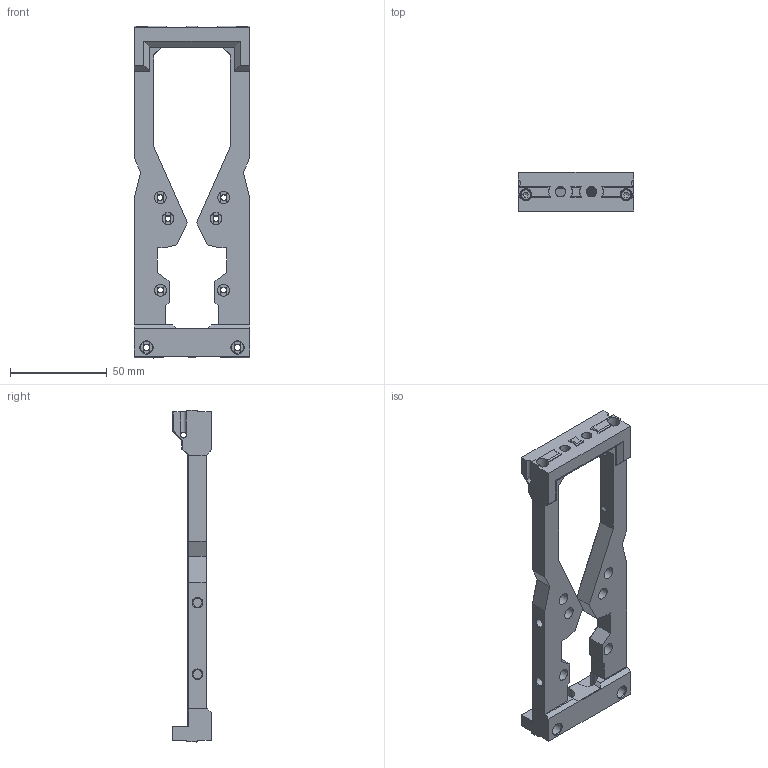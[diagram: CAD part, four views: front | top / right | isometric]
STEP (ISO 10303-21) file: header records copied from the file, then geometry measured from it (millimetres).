
FILE_DESCRIPTION(/* description */ (''),/* implementation_level */ '2;1');
FILE_NAME(/* name */ 'Frame - 2020.step',/* time_stamp */ '2025-11-09T07:30:57+11:00',/* author */ (''),/* organization */ (''),/* preprocessor_version */ 'ST-DEVELOPER v20.1',/* originating_system */ 'Autodesk Translation Framework v14.21.0.0',/* authorisation */ '');
FILE_SCHEMA (('AUTOMOTIVE_DESIGN { 1 0 10303 214 3 1 1 }'));
Length unit declared in the file: millimetre
Products named in the file (11): Dock; Assembly Hardware; Bottom Hardware; Bottom M3x16 SHCS; M3x16 SHCS; Right; Left; Bottom; Top; Heat Inserts (2); M3 Threaded Insert (3)_1_1
Assembly tree (18 placements, depth 3):
  Dock
    Assembly Hardware
      M3x16 SHCS  x2
    Bottom Hardware
      M3 Threaded Insert (3)_1_1  x2
    Bottom M3x16 SHCS
      M3x16 SHCS  x2
    Right
    Left
    Bottom
    Top
    Heat Inserts (2)
      M3 Threaded Insert (3)_1_1  x4
Bounding box: 60 x 20 x 171.9 mm (x, y, z)
Volume: 62462.2 mm3; surface area: 31048 mm2
Topology: 14 solids, 14 shells, 1221 faces, 3335 edges, 2190 vertices
Faces by surface type: bspline 470, plane 371, cylinder 252, cone 116, torus 8, sphere 4
Full cylindrical faces by diameter (mm): 2.8 x12, 3 x8, 3.2 x12, 4.1 x6, 4.25 x12, 4.7 x12, 5.3 x4, 5.5 x4, 6.2 x12, 10.3 x4
Entity records: 21659 total; most frequent: CARTESIAN_POINT 8521, ORIENTED_EDGE 2750, DIRECTION 2552, EDGE_CURVE 1375, VERTEX_POINT 891, AXIS2_PLACEMENT_3D 888, LINE 776, VECTOR 776
